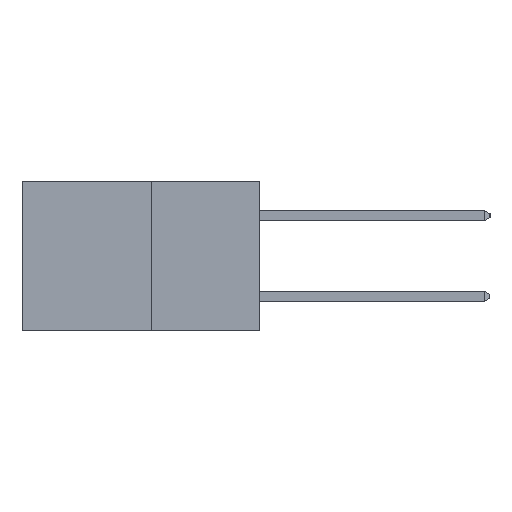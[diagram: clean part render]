
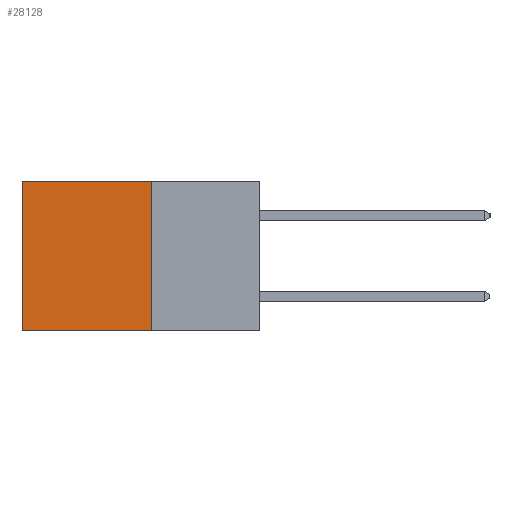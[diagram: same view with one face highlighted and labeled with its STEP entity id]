
A CAD part, left-side view. The second image highlights one B-rep face of the part: STEP entity #28128.
In plain terms, the highlighted planar face has unit normal (-1, 0, 0).
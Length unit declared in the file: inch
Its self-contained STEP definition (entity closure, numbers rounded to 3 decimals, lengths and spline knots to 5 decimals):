
#85 = VECTOR ( 'NONE', #16112, 39.37008 ) ;
#1005 = EDGE_CURVE ( 'NONE', #2768, #28168, #5763, .T. ) ;
#1203 = ORIENTED_EDGE ( 'NONE', *, *, #1268, .T. ) ;
#1267 = DIRECTION ( 'NONE',  ( 0., 1., 0. ) ) ;
#1268 = EDGE_CURVE ( 'NONE', #28180, #11656, #3849, .T. ) ;
#2364 = CARTESIAN_POINT ( 'NONE',  ( 0.277, 0.27, -0.37 ) ) ;
#2768 = VERTEX_POINT ( 'NONE', #7273 ) ;
#3849 = LINE ( 'NONE', #4912, #29514 ) ;
#4698 = PLANE ( 'NONE',  #22432 ) ;
#4812 = DIRECTION ( 'NONE',  ( 0., 0., -1. ) ) ;
#4912 = CARTESIAN_POINT ( 'NONE',  ( 0.277, 0.27, 0. ) ) ;
#5763 = LINE ( 'NONE', #17369, #85 ) ;
#5847 = CARTESIAN_POINT ( 'NONE',  ( 0.277, 0.59, -0.37 ) ) ;
#7273 = CARTESIAN_POINT ( 'NONE',  ( 0.277, 0.27, -0.37 ) ) ;
#8282 = EDGE_CURVE ( 'NONE', #28180, #2768, #14939, .T. ) ;
#8319 = DIRECTION ( 'NONE',  ( 0., 0., -1. ) ) ;
#10805 = LINE ( 'NONE', #5847, #29209 ) ;
#11656 = VERTEX_POINT ( 'NONE', #30793 ) ;
#12011 = FACE_OUTER_BOUND ( 'NONE', #30756, .T. ) ;
#13390 = EDGE_CURVE ( 'NONE', #11656, #28168, #10805, .T. ) ;
#14939 = LINE ( 'NONE', #19403, #27694 ) ;
#16112 = DIRECTION ( 'NONE',  ( 0., 1., 0. ) ) ;
#17369 = CARTESIAN_POINT ( 'NONE',  ( 0.277, 0.27, -0.37 ) ) ;
#19377 = DIRECTION ( 'NONE',  ( 1., 0., 0. ) ) ;
#19403 = CARTESIAN_POINT ( 'NONE',  ( 0.277, 0.27, -0.37 ) ) ;
#19444 = DIRECTION ( 'NONE',  ( 0., 0., -1. ) ) ;
#19833 = ORIENTED_EDGE ( 'NONE', *, *, #8282, .F. ) ;
#21728 = ORIENTED_EDGE ( 'NONE', *, *, #1005, .F. ) ;
#21936 = CARTESIAN_POINT ( 'NONE',  ( 0.277, 0.59, -0.37 ) ) ;
#22432 = AXIS2_PLACEMENT_3D ( 'NONE', #2364, #19377, #4812 ) ;
#24316 = CARTESIAN_POINT ( 'NONE',  ( 0.277, 0.27, 0. ) ) ;
#25825 = ORIENTED_EDGE ( 'NONE', *, *, #13390, .T. ) ;
#27694 = VECTOR ( 'NONE', #19444, 39.37008 ) ;
#28128 = ADVANCED_FACE ( 'NONE', ( #12011 ), #4698, .F. ) ;
#28168 = VERTEX_POINT ( 'NONE', #21936 ) ;
#28180 = VERTEX_POINT ( 'NONE', #24316 ) ;
#29209 = VECTOR ( 'NONE', #8319, 39.37008 ) ;
#29514 = VECTOR ( 'NONE', #1267, 39.37008 ) ;
#30756 = EDGE_LOOP ( 'NONE', ( #25825, #21728, #19833, #1203 ) ) ;
#30793 = CARTESIAN_POINT ( 'NONE',  ( 0.277, 0.59, 0. ) ) ;
